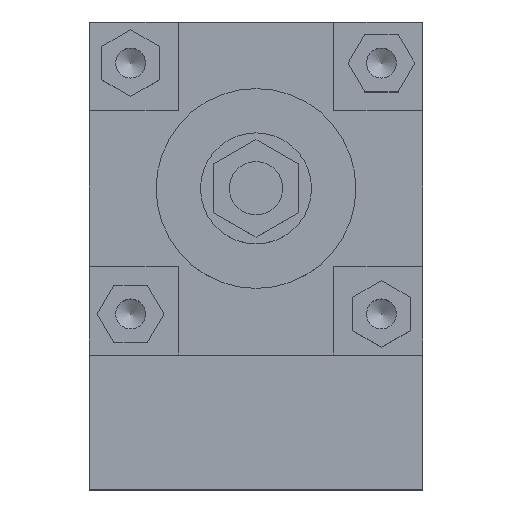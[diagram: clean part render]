
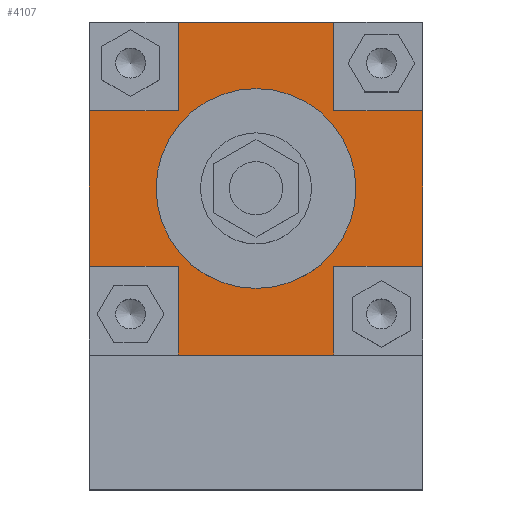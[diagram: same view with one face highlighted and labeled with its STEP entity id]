
A CAD part, top view. The second image highlights one B-rep face of the part: STEP entity #4107.
In plain terms, the highlighted planar face has unit normal (0, 0, 1).
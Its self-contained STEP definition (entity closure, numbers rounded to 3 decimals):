
#282=LINE('',#6248,#748);
#286=LINE('',#6255,#752);
#309=LINE('',#6303,#775);
#313=LINE('',#6310,#779);
#336=LINE('',#6358,#802);
#340=LINE('',#6365,#806);
#348=LINE('',#6381,#814);
#349=LINE('',#6388,#815);
#350=LINE('',#6390,#816);
#351=LINE('',#6391,#817);
#352=LINE('',#6392,#818);
#353=LINE('',#6393,#819);
#748=VECTOR('',#5149,20.);
#752=VECTOR('',#5155,20.);
#775=VECTOR('',#5194,20.);
#779=VECTOR('',#5200,20.);
#802=VECTOR('',#5239,20.);
#806=VECTOR('',#5245,20.);
#814=VECTOR('',#5257,35.);
#815=VECTOR('',#5266,20.);
#816=VECTOR('',#5267,20.);
#817=VECTOR('',#5268,35.);
#818=VECTOR('',#5269,35.);
#819=VECTOR('',#5270,35.);
#1174=PLANE('',#4402);
#1314=FACE_BOUND('',#1779,.T.);
#1315=FACE_BOUND('',#1780,.T.);
#1779=EDGE_LOOP('',(#3565));
#1780=EDGE_LOOP('',(#3566,#3567,#3568,#3569,#3570,#3571,#3572,#3573,#3574,
#3575,#3576,#3577));
#1920=CIRCLE('',#4403,22.5);
#2161=VERTEX_POINT('',#6245);
#2162=VERTEX_POINT('',#6247);
#2164=VERTEX_POINT('',#6253);
#2180=VERTEX_POINT('',#6300);
#2181=VERTEX_POINT('',#6302);
#2183=VERTEX_POINT('',#6308);
#2199=VERTEX_POINT('',#6355);
#2200=VERTEX_POINT('',#6357);
#2202=VERTEX_POINT('',#6363);
#2208=VERTEX_POINT('',#6379);
#2209=VERTEX_POINT('',#6385);
#2210=VERTEX_POINT('',#6387);
#2211=VERTEX_POINT('',#6389);
#2623=EDGE_CURVE('',#2162,#2161,#282,.T.);
#2627=EDGE_CURVE('',#2161,#2164,#286,.T.);
#2650=EDGE_CURVE('',#2181,#2180,#309,.T.);
#2654=EDGE_CURVE('',#2180,#2183,#313,.T.);
#2677=EDGE_CURVE('',#2200,#2199,#336,.T.);
#2681=EDGE_CURVE('',#2199,#2202,#340,.T.);
#2689=EDGE_CURVE('',#2208,#2164,#348,.T.);
#2690=EDGE_CURVE('',#2209,#2209,#1920,.T.);
#2691=EDGE_CURVE('',#2208,#2210,#349,.T.);
#2692=EDGE_CURVE('',#2210,#2211,#350,.T.);
#2693=EDGE_CURVE('',#2200,#2211,#351,.T.);
#2694=EDGE_CURVE('',#2181,#2202,#352,.T.);
#2695=EDGE_CURVE('',#2162,#2183,#353,.T.);
#3565=ORIENTED_EDGE('',*,*,#2690,.T.);
#3566=ORIENTED_EDGE('',*,*,#2623,.T.);
#3567=ORIENTED_EDGE('',*,*,#2627,.T.);
#3568=ORIENTED_EDGE('',*,*,#2689,.F.);
#3569=ORIENTED_EDGE('',*,*,#2691,.T.);
#3570=ORIENTED_EDGE('',*,*,#2692,.T.);
#3571=ORIENTED_EDGE('',*,*,#2693,.F.);
#3572=ORIENTED_EDGE('',*,*,#2677,.T.);
#3573=ORIENTED_EDGE('',*,*,#2681,.T.);
#3574=ORIENTED_EDGE('',*,*,#2694,.F.);
#3575=ORIENTED_EDGE('',*,*,#2650,.T.);
#3576=ORIENTED_EDGE('',*,*,#2654,.T.);
#3577=ORIENTED_EDGE('',*,*,#2695,.F.);
#4107=ADVANCED_FACE('',(#1314,#1315),#1174,.T.);
#4402=AXIS2_PLACEMENT_3D('',#6384,#5262,#5263);
#4403=AXIS2_PLACEMENT_3D('',#6386,#5264,#5265);
#5149=DIRECTION('',(0.,-1.,0.));
#5155=DIRECTION('',(-1.,0.,0.));
#5194=DIRECTION('',(-1.,0.,0.));
#5200=DIRECTION('',(0.,1.,0.));
#5239=DIRECTION('',(0.,1.,0.));
#5245=DIRECTION('',(1.,0.,0.));
#5257=DIRECTION('',(0.,1.,0.));
#5262=DIRECTION('center_axis',(0.,0.,1.));
#5263=DIRECTION('ref_axis',(1.,0.,0.));
#5264=DIRECTION('center_axis',(0.,0.,-1.));
#5265=DIRECTION('ref_axis',(-1.,0.,0.));
#5266=DIRECTION('',(1.,0.,0.));
#5267=DIRECTION('',(0.,-1.,0.));
#5268=DIRECTION('',(-1.,0.,0.));
#5269=DIRECTION('',(0.,-1.,0.));
#5270=DIRECTION('',(1.,0.,0.));
#6245=CARTESIAN_POINT('',(-17.5,17.5,96.5));
#6247=CARTESIAN_POINT('',(-17.5,37.5,96.5));
#6248=CARTESIAN_POINT('',(-17.5,8.75,96.5));
#6253=CARTESIAN_POINT('',(-37.5,17.5,96.5));
#6255=CARTESIAN_POINT('',(-18.75,17.5,96.5));
#6300=CARTESIAN_POINT('',(17.5,17.5,96.5));
#6302=CARTESIAN_POINT('',(37.5,17.5,96.5));
#6303=CARTESIAN_POINT('',(8.75,17.5,96.5));
#6308=CARTESIAN_POINT('',(17.5,37.5,96.5));
#6310=CARTESIAN_POINT('',(17.5,18.75,96.5));
#6355=CARTESIAN_POINT('',(17.5,-17.5,96.5));
#6357=CARTESIAN_POINT('',(17.5,-37.5,96.5));
#6358=CARTESIAN_POINT('',(17.5,-8.75,96.5));
#6363=CARTESIAN_POINT('',(37.5,-17.5,96.5));
#6365=CARTESIAN_POINT('',(18.75,-17.5,96.5));
#6379=CARTESIAN_POINT('',(-37.5,-17.5,96.5));
#6381=CARTESIAN_POINT('',(-37.5,-37.5,96.5));
#6384=CARTESIAN_POINT('Origin',(0.,0.,
96.5));
#6385=CARTESIAN_POINT('',(22.5,0.,96.5));
#6386=CARTESIAN_POINT('Origin',(0.,0.,96.5));
#6387=CARTESIAN_POINT('',(-17.5,-17.5,96.5));
#6388=CARTESIAN_POINT('',(-8.75,-17.5,96.5));
#6389=CARTESIAN_POINT('',(-17.5,-37.5,96.5));
#6390=CARTESIAN_POINT('',(-17.5,-18.75,96.5));
#6391=CARTESIAN_POINT('',(37.5,-37.5,96.5));
#6392=CARTESIAN_POINT('',(37.5,37.5,96.5));
#6393=CARTESIAN_POINT('',(-37.5,37.5,96.5));
